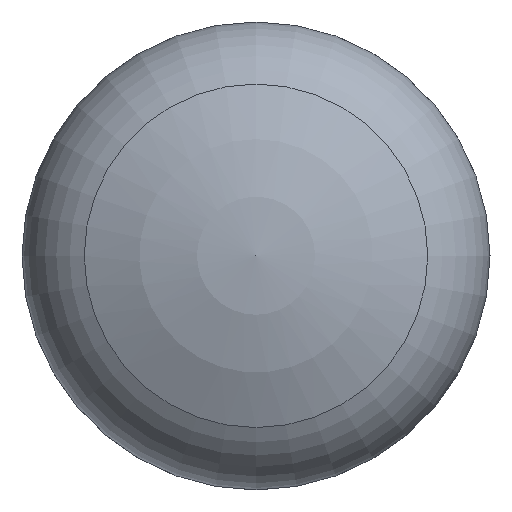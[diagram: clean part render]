
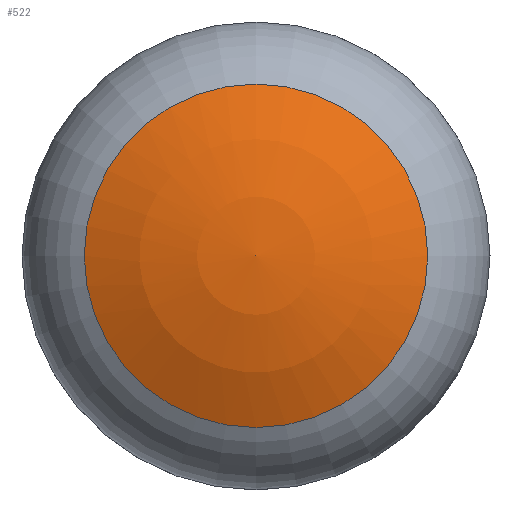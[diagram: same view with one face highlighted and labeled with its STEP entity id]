
A CAD part, top view. The second image highlights one B-rep face of the part: STEP entity #522.
In plain terms, the highlighted spherical face has radius 25 mm.
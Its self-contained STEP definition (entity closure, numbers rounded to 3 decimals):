
#44=SPHERICAL_SURFACE('',#566,25.);
#81=CIRCLE('',#565,10.899);
#82=CIRCLE('',#567,25.);
#114=VERTEX_POINT('',#809);
#115=VERTEX_POINT('',#811);
#116=VERTEX_POINT('',#814);
#235=EDGE_CURVE('',#114,#115,#81,.T.);
#236=EDGE_CURVE('',#115,#114,#81,.T.);
#237=EDGE_CURVE('',#115,#116,#82,.T.);
#321=ORIENTED_EDGE('',*,*,#237,.T.);
#322=ORIENTED_EDGE('',*,*,#237,.F.);
#323=ORIENTED_EDGE('',*,*,#235,.F.);
#324=ORIENTED_EDGE('',*,*,#236,.F.);
#444=EDGE_LOOP('',(#321,#322,#323,#324));
#484=FACE_BOUND('',#444,.T.);
#522=ADVANCED_FACE('',(#484),#44,.T.);
#565=AXIS2_PLACEMENT_3D('',#810,#657,#658);
#566=AXIS2_PLACEMENT_3D('',#812,#659,#660);
#567=AXIS2_PLACEMENT_3D('',#813,#661,#662);
#657=DIRECTION('',(0.,0.,-1.));
#658=DIRECTION('',(-10.899,0.,0.));
#659=DIRECTION('',(0.,0.,-1.));
#660=DIRECTION('',(0.,1.,0.));
#661=DIRECTION('',(1.,0.,0.));
#662=DIRECTION('',(0.,25.,0.));
#809=CARTESIAN_POINT('',(-10.899,0.,48.199));
#810=CARTESIAN_POINT('',(0.,0.,48.199));
#811=CARTESIAN_POINT('',(0.,10.899,48.199));
#812=CARTESIAN_POINT('',(0.,0.,25.7));
#813=CARTESIAN_POINT('',(0.,0.,25.7));
#814=CARTESIAN_POINT('',(0.,0.,50.7));
